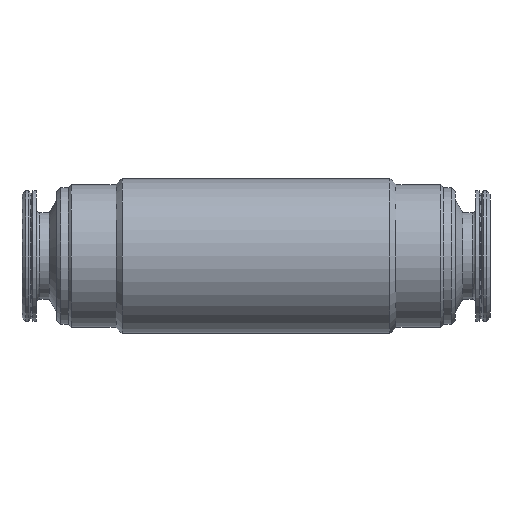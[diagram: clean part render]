
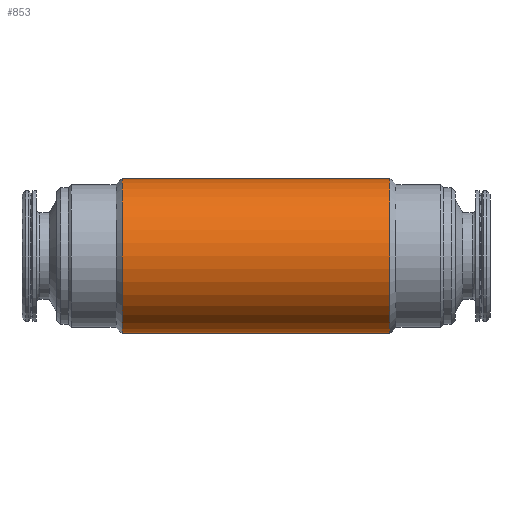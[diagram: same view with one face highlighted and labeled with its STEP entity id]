
A CAD part, left-side view. The second image highlights one B-rep face of the part: STEP entity #853.
In plain terms, the highlighted cylindrical face has radius 6.5 mm (diameter 13 mm), a partial arc.
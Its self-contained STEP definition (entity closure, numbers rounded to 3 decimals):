
#223 = VERTEX_POINT ( 'NONE', #1264 ) ;
#225 = EDGE_CURVE ( 'NONE', #223, #226, #1253, .T. ) ;
#226 = VERTEX_POINT ( 'NONE', #1262 ) ;
#323 = VERTEX_POINT ( 'NONE', #1461 ) ;
#359 = EDGE_CURVE ( 'NONE', #365, #226, #1679, .T. ) ;
#365 = VERTEX_POINT ( 'NONE', #1664 ) ;
#383 = EDGE_CURVE ( 'NONE', #323, #223, #1701, .T. ) ;
#771 = EDGE_LOOP ( 'NONE', ( #772, #793, #850, #851 ) ) ;
#772 = ORIENTED_EDGE ( 'NONE', *, *, #383, .F. ) ;
#793 = ORIENTED_EDGE ( 'NONE', *, *, #830, .T. ) ;
#830 = EDGE_CURVE ( 'NONE', #323, #365, #2481, .T. ) ;
#850 = ORIENTED_EDGE ( 'NONE', *, *, #359, .T. ) ;
#851 = ORIENTED_EDGE ( 'NONE', *, *, #225, .F. ) ;
#853 = ADVANCED_FACE ( 'NONE', ( #2509 ), #2508, .T. ) ;
#1250 = DIRECTION ( 'NONE',  ( 0., -1., 0. ) ) ;
#1251 = CARTESIAN_POINT ( 'NONE',  ( 0., -11.25, 0. ) ) ;
#1252 = AXIS2_PLACEMENT_3D ( 'NONE', #1251, #1250, #1273 ) ;
#1253 = CIRCLE ( 'NONE', #1252, 6.5 ) ;
#1262 = CARTESIAN_POINT ( 'NONE',  ( 0., -11.25, -6.5 ) ) ;
#1264 = CARTESIAN_POINT ( 'NONE',  ( 0., -11.25, 6.5 ) ) ;
#1273 = DIRECTION ( 'NONE',  ( 0., 0., -1. ) ) ;
#1461 = CARTESIAN_POINT ( 'NONE',  ( 0., 11.25, 6.5 ) ) ;
#1642 = DIRECTION ( 'NONE',  ( 0., -1., 0. ) ) ;
#1643 = VECTOR ( 'NONE', #1642, 1000. ) ;
#1664 = CARTESIAN_POINT ( 'NONE',  ( 0., 11.25, -6.5 ) ) ;
#1678 = CARTESIAN_POINT ( 'NONE',  ( 0., -1.943, -6.5 ) ) ;
#1679 = LINE ( 'NONE', #1678, #1643 ) ;
#1701 = LINE ( 'NONE', #1749, #1748 ) ;
#1712 = DIRECTION ( 'NONE',  ( 0., -1., 0. ) ) ;
#1748 = VECTOR ( 'NONE', #1712, 1000. ) ;
#1749 = CARTESIAN_POINT ( 'NONE',  ( 0., -1.943, 6.5 ) ) ;
#2481 = CIRCLE ( 'NONE', #2491, 6.5 ) ;
#2487 = DIRECTION ( 'NONE',  ( 0., 0., -1. ) ) ;
#2488 = DIRECTION ( 'NONE',  ( 0., -1., 0. ) ) ;
#2489 = CARTESIAN_POINT ( 'NONE',  ( 0., -1.943, 0. ) ) ;
#2490 = CARTESIAN_POINT ( 'NONE',  ( 0., 11.25, 0. ) ) ;
#2491 = AXIS2_PLACEMENT_3D ( 'NONE', #2490, #2512, #2515 ) ;
#2499 = AXIS2_PLACEMENT_3D ( 'NONE', #2489, #2488, #2487 ) ;
#2508 = CYLINDRICAL_SURFACE ( 'NONE', #2499, 6.5 ) ;
#2509 = FACE_OUTER_BOUND ( 'NONE', #771, .T. ) ;
#2512 = DIRECTION ( 'NONE',  ( 0., -1., 0. ) ) ;
#2515 = DIRECTION ( 'NONE',  ( 0., 0., -1. ) ) ;
